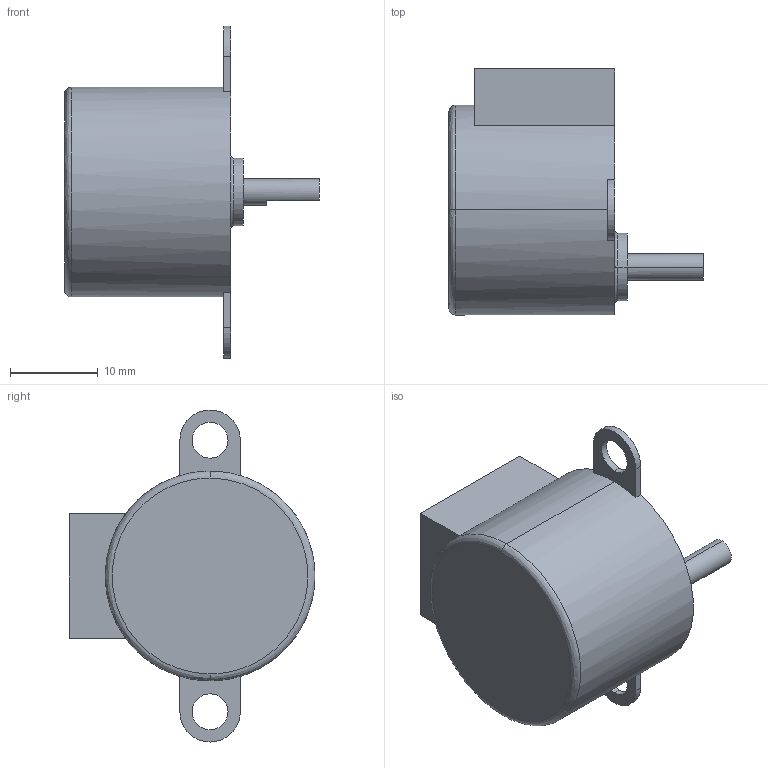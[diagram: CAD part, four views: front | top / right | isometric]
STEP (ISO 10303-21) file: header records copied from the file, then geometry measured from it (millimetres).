
FILE_DESCRIPTION (( 'STEP AP214' ), '1' );
FILE_NAME ('24BYJ48-03_1.STEP', '2017-04-12T13:08:22', ( '' ), ( '' ), 'SwSTEP 2.0', 'SolidWorks 2015', '' );
FILE_SCHEMA (( 'AUTOMOTIVE_DESIGN' ));
Length unit declared in the file: millimetre
Products named in the file (1): 24BYJ48-03_1
Bounding box: 29.1 x 28.07 x 37.9 mm (x, y, z)
Volume: 9828.2 mm3; surface area: 2908.1 mm2
Topology: 1 solids, 1 shells, 33 faces, 83 edges, 54 vertices
Faces by surface type: plane 16, cylinder 13, bspline 4
Entity records: 1558 total; most frequent: CARTESIAN_POINT 347, DIRECTION 177, ORIENTED_EDGE 166, EDGE_CURVE 83, AXIS2_PLACEMENT_3D 68, VERTEX_POINT 54, LINE 41, VECTOR 41
